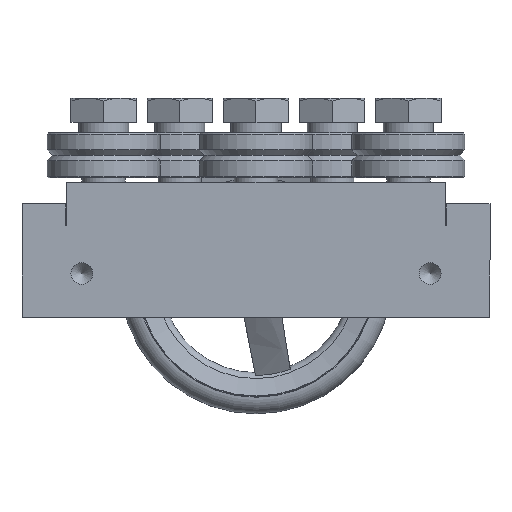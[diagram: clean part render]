
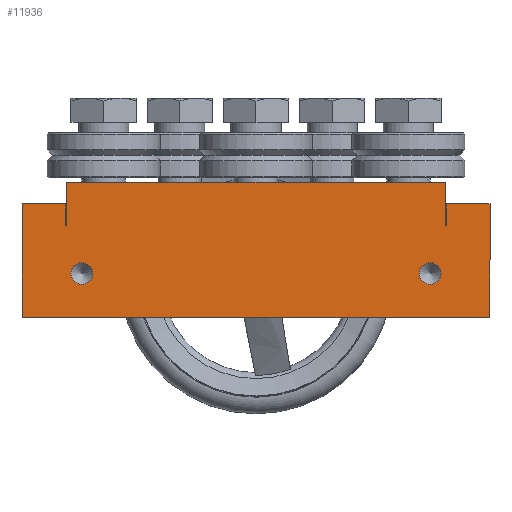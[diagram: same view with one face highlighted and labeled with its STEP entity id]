
A CAD part, front view. The second image highlights one B-rep face of the part: STEP entity #11936.
In plain terms, the highlighted planar face has unit normal (0, -1, 0).
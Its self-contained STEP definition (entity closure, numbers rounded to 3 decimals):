
#24 = CARTESIAN_POINT ( 'NONE',  ( 195., 0., 42. ) ) ;
#94 = EDGE_CURVE ( 'NONE', #4156, #12192, #5155, .T. ) ;
#116 = VECTOR ( 'NONE', #4759, 1000. ) ;
#205 = CARTESIAN_POINT ( 'NONE',  ( 20., 0., 42. ) ) ;
#207 = ORIENTED_EDGE ( 'NONE', *, *, #5534, .T. ) ;
#581 = EDGE_LOOP ( 'NONE', ( #9423 ) ) ;
#990 = EDGE_CURVE ( 'NONE', #12985, #9100, #16939, .T. ) ;
#1178 = ORIENTED_EDGE ( 'NONE', *, *, #12273, .F. ) ;
#1211 = ORIENTED_EDGE ( 'NONE', *, *, #17658, .F. ) ;
#1531 = VECTOR ( 'NONE', #13016, 1000. ) ;
#1546 = DIRECTION ( 'NONE',  ( 0., 0., -1. ) ) ;
#1766 = CARTESIAN_POINT ( 'NONE',  ( 12.5, 0., 42. ) ) ;
#1835 = LINE ( 'NONE', #14408, #116 ) ;
#2055 = VERTEX_POINT ( 'NONE', #5999 ) ;
#2217 = EDGE_CURVE ( 'NONE', #12192, #9261, #4674, .T. ) ;
#2908 = CARTESIAN_POINT ( 'NONE',  ( 0., 0., 0. ) ) ;
#2942 = VERTEX_POINT ( 'NONE', #9219 ) ;
#3357 = LINE ( 'NONE', #14238, #16925 ) ;
#3424 = VECTOR ( 'NONE', #10172, 1000. ) ;
#3498 = CIRCLE ( 'NONE', #12646, 5. ) ;
#3519 = CIRCLE ( 'NONE', #9257, 5. ) ;
#3690 = CARTESIAN_POINT ( 'NONE',  ( 215., 0., 52. ) ) ;
#3835 = EDGE_LOOP ( 'NONE', ( #15435 ) ) ;
#4127 = CARTESIAN_POINT ( 'NONE',  ( 187.5, 0., 15. ) ) ;
#4156 = VERTEX_POINT ( 'NONE', #10563 ) ;
#4250 = DIRECTION ( 'NONE',  ( -1., 0., 0. ) ) ;
#4265 = FACE_BOUND ( 'NONE', #581, .T. ) ;
#4520 = CARTESIAN_POINT ( 'NONE',  ( 12.5, 0., 42. ) ) ;
#4658 = VECTOR ( 'NONE', #16589, 1000. ) ;
#4674 = LINE ( 'NONE', #10145, #13990 ) ;
#4701 = CARTESIAN_POINT ( 'NONE',  ( 194.5, 0., 62. ) ) ;
#4759 = DIRECTION ( 'NONE',  ( 1., 0., 0. ) ) ;
#5028 = ORIENTED_EDGE ( 'NONE', *, *, #15782, .F. ) ;
#5155 = LINE ( 'NONE', #9208, #10622 ) ;
#5486 = CARTESIAN_POINT ( 'NONE',  ( 187.5, 0., 20. ) ) ;
#5534 = EDGE_CURVE ( 'NONE', #14444, #2942, #16481, .T. ) ;
#5685 = FACE_OUTER_BOUND ( 'NONE', #16523, .T. ) ;
#5862 = DIRECTION ( 'NONE',  ( 0., 0., 1. ) ) ;
#5939 = DIRECTION ( 'NONE',  ( 0., 1., 0. ) ) ;
#5999 = CARTESIAN_POINT ( 'NONE',  ( 20., 0., 52. ) ) ;
#6045 = ORIENTED_EDGE ( 'NONE', *, *, #94, .T. ) ;
#6130 = LINE ( 'NONE', #12933, #1531 ) ;
#6464 = ORIENTED_EDGE ( 'NONE', *, *, #12832, .F. ) ;
#6753 = CARTESIAN_POINT ( 'NONE',  ( 27.5, 0., 20. ) ) ;
#6986 = DIRECTION ( 'NONE',  ( 0., 0., -1. ) ) ;
#7126 = DIRECTION ( 'NONE',  ( 0., 0., -1. ) ) ;
#7176 = CARTESIAN_POINT ( 'NONE',  ( 20.5, 0., 62. ) ) ;
#7198 = CARTESIAN_POINT ( 'NONE',  ( 215., 0., 52. ) ) ;
#7496 = VECTOR ( 'NONE', #4250, 1000. ) ;
#7690 = VERTEX_POINT ( 'NONE', #7176 ) ;
#8129 = CARTESIAN_POINT ( 'NONE',  ( 194.5, 0., 62. ) ) ;
#8495 = LINE ( 'NONE', #1766, #16326 ) ;
#8674 = CARTESIAN_POINT ( 'NONE',  ( 12.5, 0., 42. ) ) ;
#8713 = VERTEX_POINT ( 'NONE', #205 ) ;
#8839 = CARTESIAN_POINT ( 'NONE',  ( 194.5, 0., 42. ) ) ;
#8864 = VECTOR ( 'NONE', #14851, 1000. ) ;
#9100 = VERTEX_POINT ( 'NONE', #8839 ) ;
#9208 = CARTESIAN_POINT ( 'NONE',  ( 0., 0., 42. ) ) ;
#9219 = CARTESIAN_POINT ( 'NONE',  ( 195., 0., 52. ) ) ;
#9257 = AXIS2_PLACEMENT_3D ( 'NONE', #6753, #12207, #11736 ) ;
#9261 = VERTEX_POINT ( 'NONE', #10881 ) ;
#9367 = LINE ( 'NONE', #12119, #14298 ) ;
#9423 = ORIENTED_EDGE ( 'NONE', *, *, #15014, .F. ) ;
#9467 = VERTEX_POINT ( 'NONE', #24 ) ;
#9658 = PLANE ( 'NONE',  #15196 ) ;
#10145 = CARTESIAN_POINT ( 'NONE',  ( 0., 0., 0. ) ) ;
#10172 = DIRECTION ( 'NONE',  ( 0., 0., -1. ) ) ;
#10563 = CARTESIAN_POINT ( 'NONE',  ( 0., 0., 52. ) ) ;
#10622 = VECTOR ( 'NONE', #17296, 1000. ) ;
#10881 = CARTESIAN_POINT ( 'NONE',  ( 215., 0., 0. ) ) ;
#10894 = ORIENTED_EDGE ( 'NONE', *, *, #15600, .F. ) ;
#11033 = CARTESIAN_POINT ( 'NONE',  ( 20., 0., 52. ) ) ;
#11162 = FACE_BOUND ( 'NONE', #3835, .T. ) ;
#11197 = LINE ( 'NONE', #11033, #15442 ) ;
#11615 = EDGE_CURVE ( 'NONE', #12172, #12172, #3498, .T. ) ;
#11651 = ORIENTED_EDGE ( 'NONE', *, *, #15707, .T. ) ;
#11736 = DIRECTION ( 'NONE',  ( 0., 0., -1. ) ) ;
#11936 = ADVANCED_FACE ( 'NONE', ( #5685, #4265, #11162 ), #9658, .F. ) ;
#12119 = CARTESIAN_POINT ( 'NONE',  ( 195., 0., 42. ) ) ;
#12172 = VERTEX_POINT ( 'NONE', #4127 ) ;
#12192 = VERTEX_POINT ( 'NONE', #2908 ) ;
#12193 = DIRECTION ( 'NONE',  ( 0., -1., 0. ) ) ;
#12207 = DIRECTION ( 'NONE',  ( 0., -1., 0. ) ) ;
#12273 = EDGE_CURVE ( 'NONE', #4156, #2055, #1835, .T. ) ;
#12364 = CARTESIAN_POINT ( 'NONE',  ( 215., 0., 42. ) ) ;
#12477 = VERTEX_POINT ( 'NONE', #12607 ) ;
#12607 = CARTESIAN_POINT ( 'NONE',  ( 20.5, 0., 42. ) ) ;
#12646 = AXIS2_PLACEMENT_3D ( 'NONE', #5486, #12193, #1546 ) ;
#12755 = LINE ( 'NONE', #4520, #4658 ) ;
#12832 = EDGE_CURVE ( 'NONE', #8713, #12477, #8495, .T. ) ;
#12933 = CARTESIAN_POINT ( 'NONE',  ( 20.5, 0., 62. ) ) ;
#12985 = VERTEX_POINT ( 'NONE', #8129 ) ;
#13016 = DIRECTION ( 'NONE',  ( 1., 0., 0. ) ) ;
#13207 = EDGE_CURVE ( 'NONE', #9467, #2942, #9367, .T. ) ;
#13334 = LINE ( 'NONE', #12364, #8864 ) ;
#13574 = EDGE_CURVE ( 'NONE', #2055, #8713, #11197, .T. ) ;
#13990 = VECTOR ( 'NONE', #15551, 1000. ) ;
#14080 = DIRECTION ( 'NONE',  ( 1., 0., 0. ) ) ;
#14238 = CARTESIAN_POINT ( 'NONE',  ( 20.5, 0., 62. ) ) ;
#14259 = ORIENTED_EDGE ( 'NONE', *, *, #2217, .T. ) ;
#14298 = VECTOR ( 'NONE', #17627, 1000. ) ;
#14408 = CARTESIAN_POINT ( 'NONE',  ( 0., 0., 52. ) ) ;
#14444 = VERTEX_POINT ( 'NONE', #3690 ) ;
#14520 = ORIENTED_EDGE ( 'NONE', *, *, #990, .F. ) ;
#14683 = ORIENTED_EDGE ( 'NONE', *, *, #13207, .F. ) ;
#14851 = DIRECTION ( 'NONE',  ( 0., 0., -1. ) ) ;
#15014 = EDGE_CURVE ( 'NONE', #15167, #15167, #3519, .T. ) ;
#15167 = VERTEX_POINT ( 'NONE', #16774 ) ;
#15196 = AXIS2_PLACEMENT_3D ( 'NONE', #8674, #5939, #5862 ) ;
#15435 = ORIENTED_EDGE ( 'NONE', *, *, #11615, .F. ) ;
#15442 = VECTOR ( 'NONE', #6986, 1000. ) ;
#15551 = DIRECTION ( 'NONE',  ( 1., 0., 0. ) ) ;
#15600 = EDGE_CURVE ( 'NONE', #9100, #9467, #12755, .T. ) ;
#15707 = EDGE_CURVE ( 'NONE', #7690, #12477, #3357, .T. ) ;
#15782 = EDGE_CURVE ( 'NONE', #7690, #12985, #6130, .T. ) ;
#16326 = VECTOR ( 'NONE', #14080, 1000. ) ;
#16481 = LINE ( 'NONE', #7198, #7496 ) ;
#16523 = EDGE_LOOP ( 'NONE', ( #6464, #17642, #1178, #6045, #14259, #1211, #207, #14683, #10894, #14520, #5028, #11651 ) ) ;
#16589 = DIRECTION ( 'NONE',  ( 1., 0., 0. ) ) ;
#16774 = CARTESIAN_POINT ( 'NONE',  ( 27.5, 0., 15. ) ) ;
#16925 = VECTOR ( 'NONE', #7126, 1000. ) ;
#16939 = LINE ( 'NONE', #4701, #3424 ) ;
#17296 = DIRECTION ( 'NONE',  ( 0., 0., -1. ) ) ;
#17627 = DIRECTION ( 'NONE',  ( 0., 0., 1. ) ) ;
#17642 = ORIENTED_EDGE ( 'NONE', *, *, #13574, .F. ) ;
#17658 = EDGE_CURVE ( 'NONE', #14444, #9261, #13334, .T. ) ;
